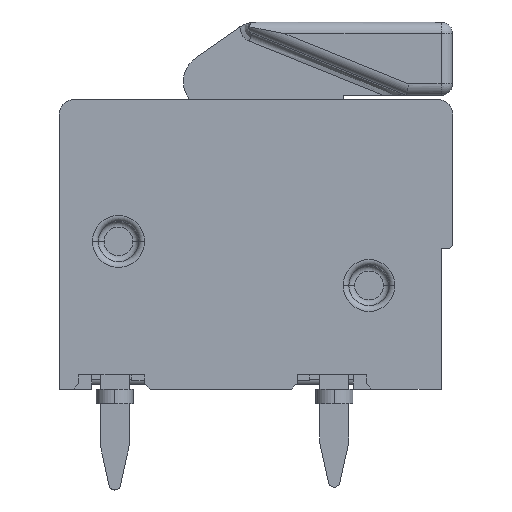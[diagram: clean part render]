
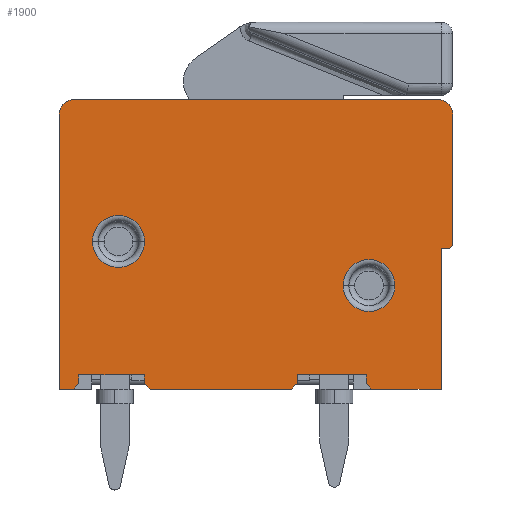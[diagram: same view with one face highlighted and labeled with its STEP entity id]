
A CAD part, left-side view. The second image highlights one B-rep face of the part: STEP entity #1900.
In plain terms, the highlighted planar face has unit normal (-1, 0, 0).
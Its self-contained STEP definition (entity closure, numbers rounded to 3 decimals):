
#1900=ADVANCED_FACE('',(#4210,#4211,#4212),#4213,.F.);
#4210=FACE_OUTER_BOUND('',#7298,.T.);
#4211=FACE_BOUND('',#7299,.T.);
#4212=FACE_BOUND('',#7300,.T.);
#4213=PLANE('',#7301);
#7298=EDGE_LOOP('',(#12667,#12668,#12669,#12670,#12671,#12672,#12673,#12674,#12675,#12676,#12677,#12678,#12679,#12680,#12681,#12682,#12683,#12684,#12685,#12686,#12687));
#7299=EDGE_LOOP('',(#12688,#12689));
#7300=EDGE_LOOP('',(#12690,#12691));
#7301=AXIS2_PLACEMENT_3D('',#12692,#12693,#12694);
#12667=ORIENTED_EDGE('',*,*,#18249,.T.);
#12668=ORIENTED_EDGE('',*,*,#18270,.T.);
#12669=ORIENTED_EDGE('',*,*,#18288,.F.);
#12670=ORIENTED_EDGE('',*,*,#18273,.T.);
#12671=ORIENTED_EDGE('',*,*,#18483,.T.);
#12672=ORIENTED_EDGE('',*,*,#18281,.T.);
#12673=ORIENTED_EDGE('',*,*,#18291,.F.);
#12674=ORIENTED_EDGE('',*,*,#18245,.T.);
#12675=ORIENTED_EDGE('',*,*,#18308,.F.);
#12676=ORIENTED_EDGE('',*,*,#18434,.T.);
#12677=ORIENTED_EDGE('',*,*,#18424,.T.);
#12678=ORIENTED_EDGE('',*,*,#18454,.T.);
#12679=ORIENTED_EDGE('',*,*,#18295,.F.);
#12680=ORIENTED_EDGE('',*,*,#18304,.T.);
#12681=ORIENTED_EDGE('',*,*,#18489,.T.);
#12682=ORIENTED_EDGE('',*,*,#18468,.T.);
#12683=ORIENTED_EDGE('',*,*,#18298,.T.);
#12684=ORIENTED_EDGE('',*,*,#18240,.T.);
#12685=ORIENTED_EDGE('',*,*,#18333,.F.);
#12686=ORIENTED_EDGE('',*,*,#18225,.T.);
#12687=ORIENTED_EDGE('',*,*,#18323,.F.);
#12688=ORIENTED_EDGE('',*,*,#18544,.F.);
#12689=ORIENTED_EDGE('',*,*,#18545,.F.);
#12690=ORIENTED_EDGE('',*,*,#18546,.F.);
#12691=ORIENTED_EDGE('',*,*,#18547,.F.);
#12692=CARTESIAN_POINT('',(0.0,-18.225,-8.198));
#12693=DIRECTION('',(1.0,0.0,0.));
#12694=DIRECTION('',(0.0,1.0,0.0));
#18225=EDGE_CURVE('',#21847,#21844,#21848,.T.);
#18240=EDGE_CURVE('',#21862,#21874,#21876,.T.);
#18245=EDGE_CURVE('',#21885,#21883,#21886,.T.);
#18249=EDGE_CURVE('',#21891,#21892,#21893,.T.);
#18270=EDGE_CURVE('',#21892,#21924,#21926,.T.);
#18273=EDGE_CURVE('',#21929,#21930,#21931,.T.);
#18281=EDGE_CURVE('',#21941,#21942,#21943,.T.);
#18288=EDGE_CURVE('',#21929,#21924,#21954,.T.);
#18291=EDGE_CURVE('',#21885,#21942,#21957,.T.);
#18295=EDGE_CURVE('',#21962,#21964,#21965,.T.);
#18298=EDGE_CURVE('',#21968,#21862,#21969,.T.);
#18304=EDGE_CURVE('',#21962,#21976,#21978,.T.);
#18308=EDGE_CURVE('',#21982,#21883,#21984,.T.);
#18323=EDGE_CURVE('',#21891,#21844,#22005,.T.);
#18333=EDGE_CURVE('',#21847,#21874,#22018,.T.);
#18424=EDGE_CURVE('',#22148,#22146,#22149,.T.);
#18434=EDGE_CURVE('',#21982,#22148,#22164,.T.);
#18454=EDGE_CURVE('',#22146,#21964,#22189,.T.);
#18468=EDGE_CURVE('',#22207,#21968,#22208,.T.);
#18483=EDGE_CURVE('',#21930,#21941,#22229,.T.);
#18489=EDGE_CURVE('',#21976,#22207,#22239,.T.);
#18544=EDGE_CURVE('',#22310,#22311,#22312,.T.);
#18545=EDGE_CURVE('',#22311,#22310,#22313,.T.);
#18546=EDGE_CURVE('',#22314,#22315,#22316,.T.);
#18547=EDGE_CURVE('',#22315,#22314,#22317,.T.);
#21844=VERTEX_POINT('',#27622);
#21847=VERTEX_POINT('',#27626);
#21848=LINE('',#27627,#27628);
#21862=VERTEX_POINT('',#27648);
#21874=VERTEX_POINT('',#27666);
#21876=LINE('',#27669,#27670);
#21883=VERTEX_POINT('',#27677);
#21885=VERTEX_POINT('',#27680);
#21886=LINE('',#27681,#27682);
#21891=VERTEX_POINT('',#27689);
#21892=VERTEX_POINT('',#27690);
#21893=LINE('',#27691,#27692);
#21924=VERTEX_POINT('',#27734);
#21926=LINE('',#27737,#27738);
#21929=VERTEX_POINT('',#27742);
#21930=VERTEX_POINT('',#27743);
#21931=LINE('',#27744,#27745);
#21941=VERTEX_POINT('',#27760);
#21942=VERTEX_POINT('',#27761);
#21943=LINE('',#27762,#27763);
#21954=LINE('',#27779,#27780);
#21957=LINE('',#27784,#27785);
#21962=VERTEX_POINT('',#27791);
#21964=VERTEX_POINT('',#27794);
#21965=LINE('',#27795,#27796);
#21968=VERTEX_POINT('',#27800);
#21969=CIRCLE('',#27801,0.2);
#21976=VERTEX_POINT('',#27810);
#21978=LINE('',#27813,#27814);
#21982=VERTEX_POINT('',#27819);
#21984=LINE('',#27822,#27823);
#22005=CIRCLE('',#27851,0.5);
#22018=CIRCLE('',#27866,0.5);
#22146=VERTEX_POINT('',#28023);
#22148=VERTEX_POINT('',#28026);
#22149=LINE('',#28027,#28028);
#22164=LINE('',#28050,#28051);
#22189=LINE('',#28087,#28088);
#22207=VERTEX_POINT('',#28113);
#22208=LINE('',#28114,#28115);
#22229=LINE('',#28140,#28141);
#22239=LINE('',#28155,#28156);
#22310=VERTEX_POINT('',#28251);
#22311=VERTEX_POINT('',#28252);
#22312=CIRCLE('',#28253,0.9);
#22313=CIRCLE('',#28254,0.9);
#22314=VERTEX_POINT('',#28255);
#22315=VERTEX_POINT('',#28256);
#22316=CIRCLE('',#28257,0.9);
#22317=CIRCLE('',#28258,0.9);
#27622=CARTESIAN_POINT('',(0.,12.75,10.05));
#27626=CARTESIAN_POINT('',(0.,0.1,10.05));
#27627=CARTESIAN_POINT('',(0.,-0.4,10.05));
#27628=VECTOR('',#33920,1.0);
#27648=CARTESIAN_POINT('',(0.0,-0.4,5.07));
#27666=CARTESIAN_POINT('',(0.,-0.4,9.55));
#27669=CARTESIAN_POINT('',(0.0,-0.4,0.));
#27670=VECTOR('',#33934,1.0);
#27677=CARTESIAN_POINT('',(0.0,5.2,0.));
#27680=CARTESIAN_POINT('',(0.0,10.1,0.));
#27681=CARTESIAN_POINT('',(0.0,13.25,0.));
#27682=VECTOR('',#33942,1.0);
#27689=CARTESIAN_POINT('',(0.,13.25,9.55));
#27690=CARTESIAN_POINT('',(0.0,13.25,0.));
#27691=CARTESIAN_POINT('',(0.,13.25,10.05));
#27692=VECTOR('',#33945,1.0);
#27734=CARTESIAN_POINT('',(0.0,12.78,0.));
#27737=CARTESIAN_POINT('',(0.0,13.25,0.));
#27738=VECTOR('',#33970,1.0);
#27742=CARTESIAN_POINT('',(0.0,12.58,0.2));
#27743=CARTESIAN_POINT('',(0.0,12.58,0.5));
#27744=CARTESIAN_POINT('',(0.0,12.58,-8.198));
#27745=VECTOR('',#33972,1.0);
#27760=CARTESIAN_POINT('',(0.0,10.3,0.5));
#27761=CARTESIAN_POINT('',(0.0,10.3,0.2));
#27762=CARTESIAN_POINT('',(0.0,10.3,-8.198));
#27763=VECTOR('',#33978,1.0);
#27779=CARTESIAN_POINT('',(0.0,20.978,-8.198));
#27780=VECTOR('',#33984,1.0);
#27784=CARTESIAN_POINT('',(0.0,1.902,-8.198));
#27785=VECTOR('',#33986,1.0);
#27791=CARTESIAN_POINT('',(0.0,2.4,0.));
#27794=CARTESIAN_POINT('',(0.0,2.6,0.2));
#27795=CARTESIAN_POINT('',(0.0,-5.798,-8.198));
#27796=VECTOR('',#33989,1.0);
#27800=CARTESIAN_POINT('',(0.0,-0.2,4.87));
#27801=AXIS2_PLACEMENT_3D('',#33991,#33992,#33993);
#27810=CARTESIAN_POINT('',(0.0,0.0,0.));
#27813=CARTESIAN_POINT('',(0.0,13.25,0.));
#27814=VECTOR('',#34000,1.0);
#27819=CARTESIAN_POINT('',(0.0,5.0,0.2));
#27822=CARTESIAN_POINT('',(0.0,13.398,-8.198));
#27823=VECTOR('',#34003,1.0);
#27851=AXIS2_PLACEMENT_3D('',#34020,#34021,#34022);
#27866=AXIS2_PLACEMENT_3D('',#34034,#34035,#34036);
#28023=CARTESIAN_POINT('',(0.0,2.6,0.5));
#28026=CARTESIAN_POINT('',(0.0,5.0,0.5));
#28027=CARTESIAN_POINT('',(0.0,-18.225,0.5));
#28028=VECTOR('',#34166,1.0);
#28050=CARTESIAN_POINT('',(0.0,5.0,-8.198));
#28051=VECTOR('',#34174,1.0);
#28087=CARTESIAN_POINT('',(0.0,2.6,-8.198));
#28088=VECTOR('',#34189,1.0);
#28113=CARTESIAN_POINT('',(0.0,0.0,4.87));
#28114=CARTESIAN_POINT('',(0.0,-18.225,4.87));
#28115=VECTOR('',#34203,1.0);
#28140=CARTESIAN_POINT('',(0.0,-18.225,0.5));
#28141=VECTOR('',#34220,1.0);
#28155=CARTESIAN_POINT('',(0.0,0.0,-8.198));
#28156=VECTOR('',#34225,1.0);
#28251=CARTESIAN_POINT('',(0.0,12.1,5.13));
#28252=CARTESIAN_POINT('',(0.0,10.3,5.13));
#28253=AXIS2_PLACEMENT_3D('',#34280,#34281,#34282);
#28254=AXIS2_PLACEMENT_3D('',#34283,#34284,#34285);
#28255=CARTESIAN_POINT('',(0.0,3.4,3.6));
#28256=CARTESIAN_POINT('',(0.0,1.6,3.6));
#28257=AXIS2_PLACEMENT_3D('',#34286,#34287,#34288);
#28258=AXIS2_PLACEMENT_3D('',#34289,#34290,#34291);
#33920=DIRECTION('',(0.0,1.0,0.0));
#33934=DIRECTION('',(0.,0.0,1.0));
#33942=DIRECTION('',(0.0,-1.0,0.0));
#33945=DIRECTION('',(0.,0.0,-1.0));
#33970=DIRECTION('',(0.0,-1.0,0.0));
#33972=DIRECTION('',(0.,0.0,1.0));
#33978=DIRECTION('',(0.,0.0,-1.0));
#33984=DIRECTION('',(0.,0.707,-0.707));
#33986=DIRECTION('',(0.,0.707,0.707));
#33989=DIRECTION('',(0.,0.707,0.707));
#33991=CARTESIAN_POINT('',(0.0,-0.2,5.07));
#33992=DIRECTION('',(-1.0,0.0,0.));
#33993=DIRECTION('',(0.0,-1.0,0.0));
#34000=DIRECTION('',(0.0,-1.0,0.0));
#34003=DIRECTION('',(0.,0.707,-0.707));
#34020=CARTESIAN_POINT('',(0.,12.75,9.55));
#34021=DIRECTION('',(1.0,0.0,0.));
#34022=DIRECTION('',(0.0,1.0,0.0));
#34034=CARTESIAN_POINT('',(0.,0.1,9.55));
#34035=DIRECTION('',(1.0,0.0,0.));
#34036=DIRECTION('',(0.0,1.0,0.0));
#34166=DIRECTION('',(0.0,-1.0,0.0));
#34174=DIRECTION('',(0.,0.0,1.0));
#34189=DIRECTION('',(0.,0.0,-1.0));
#34203=DIRECTION('',(0.0,-1.0,0.0));
#34220=DIRECTION('',(0.0,-1.0,0.0));
#34225=DIRECTION('',(0.,0.0,1.0));
#34280=CARTESIAN_POINT('',(0.0,11.2,5.13));
#34281=DIRECTION('',(-1.0,0.0,0.));
#34282=DIRECTION('',(0.0,-1.0,0.0));
#34283=CARTESIAN_POINT('',(0.0,11.2,5.13));
#34284=DIRECTION('',(-1.0,0.0,0.));
#34285=DIRECTION('',(0.0,-1.0,0.0));
#34286=CARTESIAN_POINT('',(0.0,2.5,3.6));
#34287=DIRECTION('',(-1.0,0.0,0.));
#34288=DIRECTION('',(0.0,-1.0,0.0));
#34289=CARTESIAN_POINT('',(0.0,2.5,3.6));
#34290=DIRECTION('',(-1.0,0.0,0.));
#34291=DIRECTION('',(0.0,-1.0,0.0));
